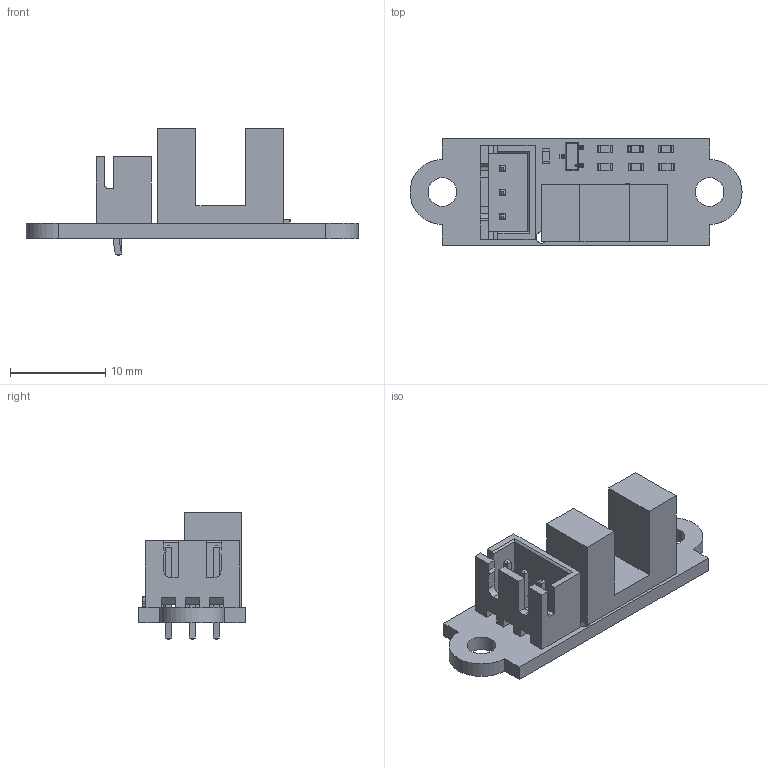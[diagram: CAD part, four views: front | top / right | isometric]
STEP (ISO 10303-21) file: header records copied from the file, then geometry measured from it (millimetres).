
FILE_DESCRIPTION(('FreeCAD Model'),'2;1');
FILE_NAME('Open CASCADE Shape Model','2021-01-26T23:24:19',('Author'),( ''),'Open CASCADE STEP processor 7.4','FreeCAD','Unknown');
FILE_SCHEMA(('AUTOMOTIVE_DESIGN { 1 0 10303 214 1 1 1 1 }'));
Length unit declared in the file: millimetre
Products named in the file (13): optical_endstop; Board_Geoms_877e; Local_CS_877e; Pcb_877e; PCB_Sketch_877e; Step_Models_877e; Top_877e; U1_Opto_Switch_60112675; R5_R_0603_1608Metric_60112659; Q1_FDV304P_60112A24; J1_JST_B3B_XH_A_601125EE; D1_LED_0603_1608Metric_60112815; C1_C_0603_1608Metric_601129B8
Assembly tree (16 placements, depth 4):
  optical_endstop
    Board_Geoms_877e
      Local_CS_877e
      Pcb_877e
      PCB_Sketch_877e
    Step_Models_877e
      Top_877e
        U1_Opto_Switch_60112675
        R5_R_0603_1608Metric_60112659  x5
        Q1_FDV304P_60112A24
        J1_JST_B3B_XH_A_601125EE
        D1_LED_0603_1608Metric_60112815
        C1_C_0603_1608Metric_601129B8
Bounding box: 34.8 x 11.2 x 13.4 mm (x, y, z)
Volume: 1275.7 mm3; surface area: 2002.8 mm2
Topology: 14 solids, 14 shells, 419 faces, 1089 edges, 716 vertices
Faces by surface type: plane 324, cylinder 95
Full cylindrical faces by diameter (mm): 0.17 x1, 0.85 x4, 0.95 x3, 1.2 x2, 3 x2
Entity records: 11431 total; most frequent: CARTESIAN_POINT 1689, ORIENTED_EDGE 1618, DIRECTION 1601, EDGE_CURVE 809, LINE 697, VECTOR 697, VERTEX_POINT 524, AXIS2_PLACEMENT_3D 452
